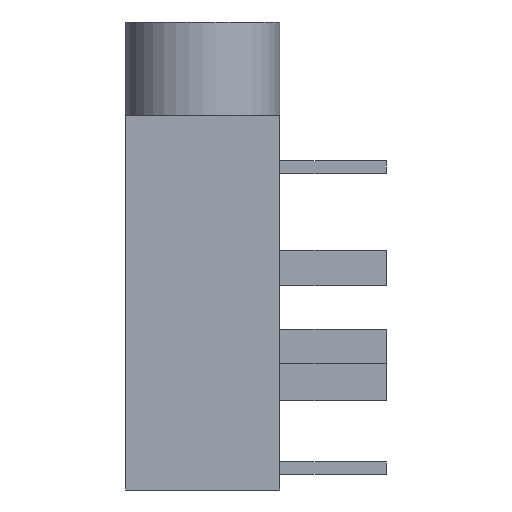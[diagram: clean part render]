
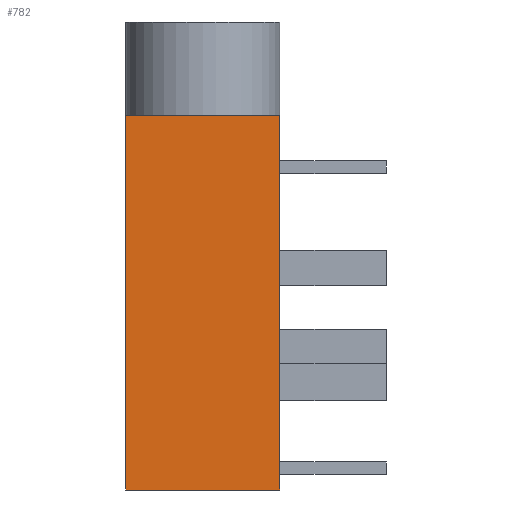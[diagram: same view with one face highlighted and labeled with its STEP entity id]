
A CAD part, left-side view. The second image highlights one B-rep face of the part: STEP entity #782.
In plain terms, the highlighted planar face has unit normal (-1, 0, 0).
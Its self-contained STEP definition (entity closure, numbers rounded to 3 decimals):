
#38 = CARTESIAN_POINT ( 'NONE',  ( -5.75, -0.006, -0.012 ) ) ;
#43 = VERTEX_POINT ( 'NONE', #797 ) ;
#110 = LINE ( 'NONE', #342, #1012 ) ;
#112 = FACE_OUTER_BOUND ( 'NONE', #567, .T. ) ;
#117 = EDGE_CURVE ( 'NONE', #996, #866, #110, .T. ) ;
#147 = DIRECTION ( 'NONE',  ( 0., 0., 1. ) ) ;
#162 = DIRECTION ( 'NONE',  ( 1., 0., 0. ) ) ;
#318 = LINE ( 'NONE', #38, #525 ) ;
#319 = CARTESIAN_POINT ( 'NONE',  ( -5.75, 5.775, -14.051 ) ) ;
#342 = CARTESIAN_POINT ( 'NONE',  ( -5.75, -0.006, -14.051 ) ) ;
#379 = EDGE_CURVE ( 'NONE', #777, #996, #318, .T. ) ;
#391 = DIRECTION ( 'NONE',  ( 0., -1., 0. ) ) ;
#392 = LINE ( 'NONE', #483, #636 ) ;
#399 = AXIS2_PLACEMENT_3D ( 'NONE', #691, #162, #786 ) ;
#452 = PLANE ( 'NONE',  #399 ) ;
#483 = CARTESIAN_POINT ( 'NONE',  ( -5.75, 5.775, -0.012 ) ) ;
#505 = ORIENTED_EDGE ( 'NONE', *, *, #379, .F. ) ;
#510 = ORIENTED_EDGE ( 'NONE', *, *, #598, .F. ) ;
#525 = VECTOR ( 'NONE', #654, 1000. ) ;
#565 = ORIENTED_EDGE ( 'NONE', *, *, #117, .F. ) ;
#567 = EDGE_LOOP ( 'NONE', ( #510, #565, #505, #943 ) ) ;
#594 = CARTESIAN_POINT ( 'NONE',  ( -5.75, -0.006, -14.051 ) ) ;
#598 = EDGE_CURVE ( 'NONE', #866, #43, #602, .T. ) ;
#602 = LINE ( 'NONE', #772, #827 ) ;
#636 = VECTOR ( 'NONE', #391, 1000. ) ;
#654 = DIRECTION ( 'NONE',  ( 0., 0., -1. ) ) ;
#691 = CARTESIAN_POINT ( 'NONE',  ( -5.75, 0., 0. ) ) ;
#713 = EDGE_CURVE ( 'NONE', #43, #777, #392, .T. ) ;
#722 = CARTESIAN_POINT ( 'NONE',  ( -5.75, -0.006, -0.012 ) ) ;
#772 = CARTESIAN_POINT ( 'NONE',  ( -5.75, 5.775, -14.051 ) ) ;
#777 = VERTEX_POINT ( 'NONE', #722 ) ;
#782 = ADVANCED_FACE ( 'NONE', ( #112 ), #452, .F. ) ;
#786 = DIRECTION ( 'NONE',  ( 0., 0., -1. ) ) ;
#797 = CARTESIAN_POINT ( 'NONE',  ( -5.75, 5.775, -0.012 ) ) ;
#827 = VECTOR ( 'NONE', #147, 1000. ) ;
#866 = VERTEX_POINT ( 'NONE', #319 ) ;
#943 = ORIENTED_EDGE ( 'NONE', *, *, #713, .F. ) ;
#995 = DIRECTION ( 'NONE',  ( 0., 1., 0. ) ) ;
#996 = VERTEX_POINT ( 'NONE', #594 ) ;
#1012 = VECTOR ( 'NONE', #995, 1000. ) ;
